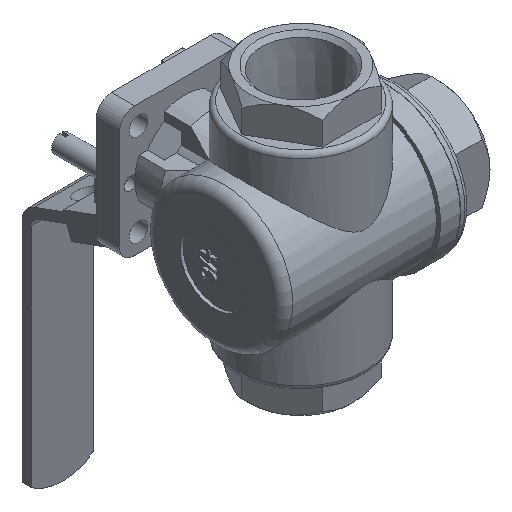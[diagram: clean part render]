
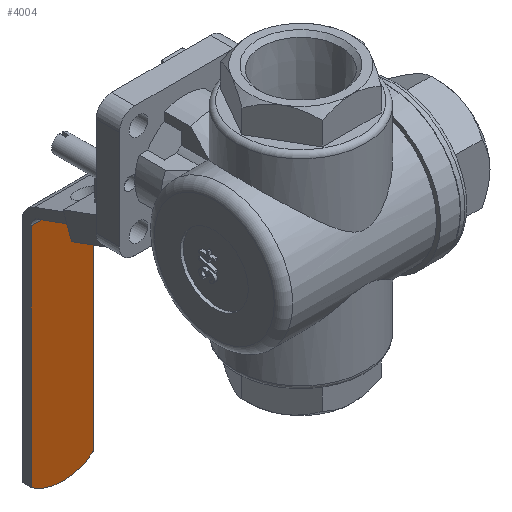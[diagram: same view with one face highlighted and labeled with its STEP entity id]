
A CAD part, isometric view. The second image highlights one B-rep face of the part: STEP entity #4004.
In plain terms, the highlighted planar face has unit normal (0, -1, 0).
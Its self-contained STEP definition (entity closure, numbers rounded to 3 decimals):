
#317=CIRCLE('',#4415,17.);
#1225=ORIENTED_EDGE('',*,*,#1869,.T.);
#1226=ORIENTED_EDGE('',*,*,#1925,.T.);
#1227=ORIENTED_EDGE('',*,*,#1892,.T.);
#1228=ORIENTED_EDGE('',*,*,#1926,.T.);
#1869=EDGE_CURVE('',#2299,#2298,#2624,.T.);
#1892=EDGE_CURVE('',#2316,#2315,#2642,.T.);
#1925=EDGE_CURVE('',#2298,#2316,#317,.F.);
#1926=EDGE_CURVE('',#2315,#2299,#2670,.T.);
#2298=VERTEX_POINT('',#6808);
#2299=VERTEX_POINT('',#6810);
#2315=VERTEX_POINT('',#6852);
#2316=VERTEX_POINT('',#6854);
#2624=LINE('',#6809,#2977);
#2642=LINE('',#6853,#2995);
#2670=LINE('',#6916,#3023);
#2977=VECTOR('',#5307,1000.);
#2995=VECTOR('',#5343,1000.);
#3023=VECTOR('',#5397,1000.);
#3326=EDGE_LOOP('',(#1225,#1226,#1227,#1228));
#3623=FACE_BOUND('',#3326,.T.);
#3789=PLANE('',#4414);
#4004=ADVANCED_FACE('',(#3623),#3789,.F.);
#4414=AXIS2_PLACEMENT_3D('',#6914,#5393,#5394);
#4415=AXIS2_PLACEMENT_3D('',#6915,#5395,#5396);
#5307=DIRECTION('',(0.,0.,-1.));
#5343=DIRECTION('',(0.,0.,1.));
#5393=DIRECTION('',(0.,1.,0.));
#5394=DIRECTION('',(0.,0.,1.));
#5395=DIRECTION('',(0.,1.,0.));
#5396=DIRECTION('',(0.,0.,1.));
#5397=DIRECTION('',(-1.,0.,0.));
#6808=CARTESIAN_POINT('',(-10.,32.,-108.748));
#6809=CARTESIAN_POINT('',(-10.,32.,-33.25));
#6810=CARTESIAN_POINT('',(-10.,32.,-35.351));
#6852=CARTESIAN_POINT('',(10.,32.,-35.351));
#6853=CARTESIAN_POINT('',(10.,32.,-33.25));
#6854=CARTESIAN_POINT('',(10.,32.,-108.748));
#6914=CARTESIAN_POINT('',(38.5,32.,-33.25));
#6915=CARTESIAN_POINT('',(0.,32.,-95.));
#6916=CARTESIAN_POINT('',(13.,32.,-35.351));
